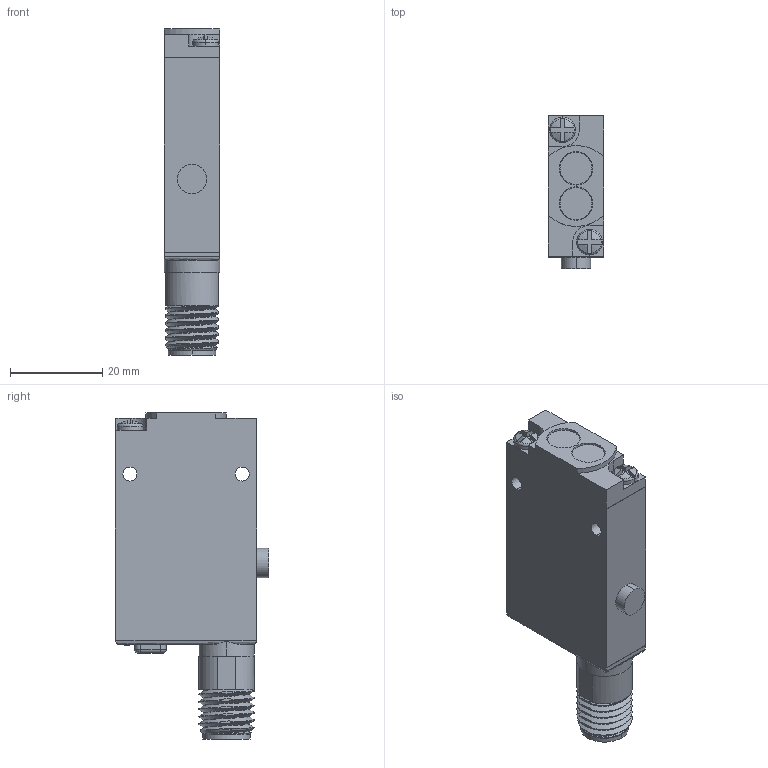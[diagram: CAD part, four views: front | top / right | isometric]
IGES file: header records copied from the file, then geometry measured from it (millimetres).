
Start section:  PTC IGES file: 155296.igs
Global section: file name: 155296.igs; native system: Pro/ENGINEER by Parametric Technology Corporation; preprocessor: 2009141; author: banengservice; organization: Unknown; date: 20101203.082240; units: inch
Bounding box: 11.99 x 33.27 x 70.76 mm (x, y, z)
Volume: 7235 mm3; surface area: 12990.9 mm2
Topology: 1 solids, 3 shells, 597 faces, 1569 edges, 1014 vertices
Faces by surface type: bspline 365, revolution 232
